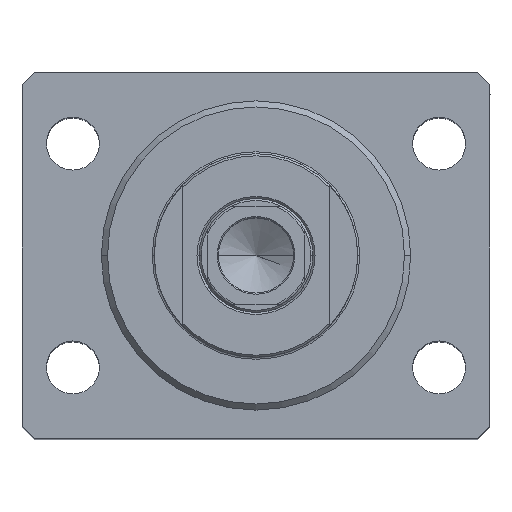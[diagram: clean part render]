
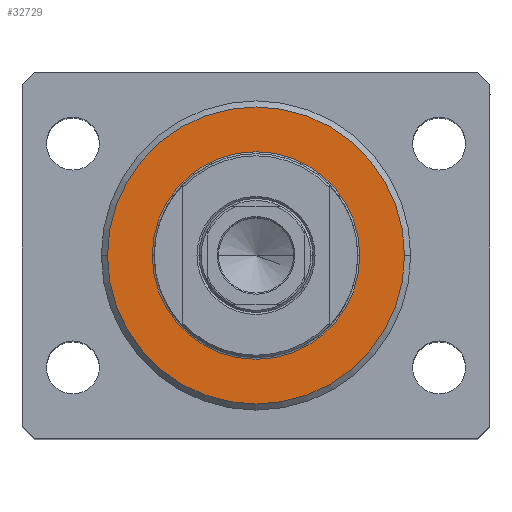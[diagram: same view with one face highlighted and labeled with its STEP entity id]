
A CAD part, top view. The second image highlights one B-rep face of the part: STEP entity #32729.
In plain terms, the highlighted face is planar.
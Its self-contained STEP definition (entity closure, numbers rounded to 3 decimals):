
#912 = AXIS2_PLACEMENT_3D ( 'NONE', #34190, #42061, #17072 ) ;
#1061 = EDGE_LOOP ( 'NONE', ( #6195, #19953 ) ) ;
#1080 = VERTEX_POINT ( 'NONE', #26465 ) ;
#3291 = PLANE ( 'NONE',  #912 ) ;
#5481 = CARTESIAN_POINT ( 'NONE',  ( -36.5, 0., 0. ) ) ;
#6195 = ORIENTED_EDGE ( 'NONE', *, *, #25388, .T. ) ;
#6563 = CARTESIAN_POINT ( 'NONE',  ( 0., 0., 0. ) ) ;
#6583 = CIRCLE ( 'NONE', #42597, 36.5 ) ;
#7083 = DIRECTION ( 'NONE',  ( 0., 0., -1. ) ) ;
#7529 = DIRECTION ( 'NONE',  ( 1., 0., 0. ) ) ;
#7673 = DIRECTION ( 'NONE',  ( 0., 0., 1. ) ) ;
#8316 = FACE_BOUND ( 'NONE', #8913, .T. ) ;
#8913 = EDGE_LOOP ( 'NONE', ( #19454, #41428 ) ) ;
#9688 = DIRECTION ( 'NONE',  ( 0., 0., 1. ) ) ;
#10261 = CARTESIAN_POINT ( 'NONE',  ( 0., 0., 0. ) ) ;
#14385 = DIRECTION ( 'NONE',  ( 1., 0., 0. ) ) ;
#15253 = VERTEX_POINT ( 'NONE', #38887 ) ;
#16478 = CARTESIAN_POINT ( 'NONE',  ( 0., 0., 0. ) ) ;
#17072 = DIRECTION ( 'NONE',  ( 1., 0., 0. ) ) ;
#17509 = FACE_OUTER_BOUND ( 'NONE', #1061, .T. ) ;
#18230 = DIRECTION ( 'NONE',  ( 0., 0., -1. ) ) ;
#18972 = DIRECTION ( 'NONE',  ( 1., 0., 0. ) ) ;
#19454 = ORIENTED_EDGE ( 'NONE', *, *, #21746, .T. ) ;
#19953 = ORIENTED_EDGE ( 'NONE', *, *, #20400, .T. ) ;
#20400 = EDGE_CURVE ( 'NONE', #42331, #15253, #6583, .T. ) ;
#21002 = CIRCLE ( 'NONE', #25331, 36.5 ) ;
#21746 = EDGE_CURVE ( 'NONE', #26572, #1080, #43368, .T. ) ;
#25331 = AXIS2_PLACEMENT_3D ( 'NONE', #10261, #7083, #7529 ) ;
#25388 = EDGE_CURVE ( 'NONE', #15253, #42331, #21002, .T. ) ;
#26465 = CARTESIAN_POINT ( 'NONE',  ( -25.5, 0., 0. ) ) ;
#26572 = VERTEX_POINT ( 'NONE', #28706 ) ;
#28706 = CARTESIAN_POINT ( 'NONE',  ( 25.5, 0., 0. ) ) ;
#31194 = CIRCLE ( 'NONE', #36291, 25.5 ) ;
#32729 = ADVANCED_FACE ( 'NONE', ( #8316, #17509 ), #3291, .F. ) ;
#34190 = CARTESIAN_POINT ( 'NONE',  ( 0., 0., 0. ) ) ;
#34492 = EDGE_CURVE ( 'NONE', #1080, #26572, #31194, .T. ) ;
#36291 = AXIS2_PLACEMENT_3D ( 'NONE', #6563, #7673, #18972 ) ;
#38887 = CARTESIAN_POINT ( 'NONE',  ( 36.5, 0., 0. ) ) ;
#40459 = AXIS2_PLACEMENT_3D ( 'NONE', #16478, #9688, #40587 ) ;
#40587 = DIRECTION ( 'NONE',  ( 1., 0., 0. ) ) ;
#41428 = ORIENTED_EDGE ( 'NONE', *, *, #34492, .T. ) ;
#42061 = DIRECTION ( 'NONE',  ( 0., 0., 1. ) ) ;
#42331 = VERTEX_POINT ( 'NONE', #5481 ) ;
#42341 = CARTESIAN_POINT ( 'NONE',  ( 0., 0., 0. ) ) ;
#42597 = AXIS2_PLACEMENT_3D ( 'NONE', #42341, #18230, #14385 ) ;
#43368 = CIRCLE ( 'NONE', #40459, 25.5 ) ;
